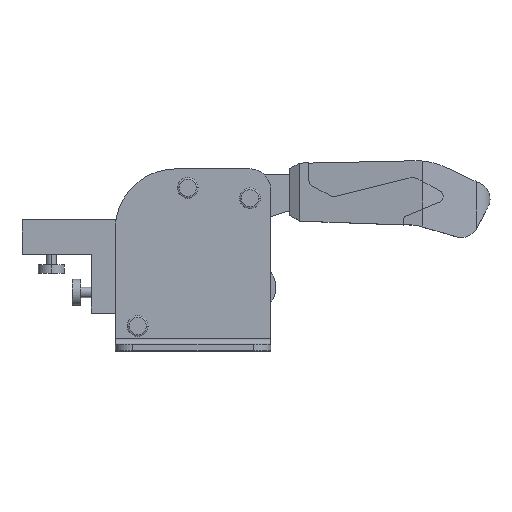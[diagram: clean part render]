
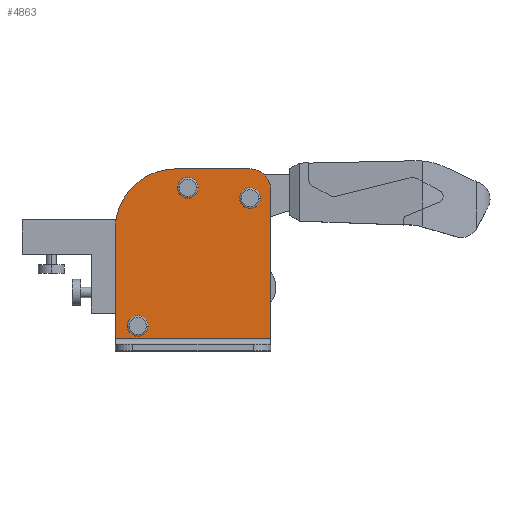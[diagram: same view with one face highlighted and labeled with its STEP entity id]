
A CAD part, top view. The second image highlights one B-rep face of the part: STEP entity #4863.
In plain terms, the highlighted planar face has unit normal (0, 0, 1).
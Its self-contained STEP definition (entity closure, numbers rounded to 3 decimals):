
#27 = LINE ( 'NONE', #5313, #2860 ) ;
#34 = VERTEX_POINT ( 'NONE', #215 ) ;
#61 = FACE_BOUND ( 'NONE', #4203, .T. ) ;
#131 = AXIS2_PLACEMENT_3D ( 'NONE', #3451, #930, #3873 ) ;
#215 = CARTESIAN_POINT ( 'NONE',  ( 48., 94.5, 18.5 ) ) ;
#271 = CARTESIAN_POINT ( 'NONE',  ( 90., 7., 18.5 ) ) ;
#318 = DIRECTION ( 'NONE',  ( -1., 0., 0. ) ) ;
#320 = ORIENTED_EDGE ( 'NONE', *, *, #6133, .T. ) ;
#387 = AXIS2_PLACEMENT_3D ( 'NONE', #602, #4053, #2581 ) ;
#496 = LINE ( 'NONE', #2436, #1366 ) ;
#602 = CARTESIAN_POINT ( 'NONE',  ( 35., 70.5, 18.5 ) ) ;
#616 = CARTESIAN_POINT ( 'NONE',  ( 0., 7., 18.5 ) ) ;
#666 = DIRECTION ( 'NONE',  ( 0., 0., -1. ) ) ;
#774 = ORIENTED_EDGE ( 'NONE', *, *, #1415, .T. ) ;
#797 = DIRECTION ( 'NONE',  ( -1., 0., 0. ) ) ;
#917 = VERTEX_POINT ( 'NONE', #2631 ) ;
#930 = DIRECTION ( 'NONE',  ( 0., 0., -1. ) ) ;
#937 = CIRCLE ( 'NONE', #2379, 12. ) ;
#990 = DIRECTION ( 'NONE',  ( 0., 0., -1. ) ) ;
#1020 = FACE_BOUND ( 'NONE', #4394, .T. ) ;
#1120 = CIRCLE ( 'NONE', #5059, 6. ) ;
#1242 = CIRCLE ( 'NONE', #2868, 6. ) ;
#1326 = VERTEX_POINT ( 'NONE', #616 ) ;
#1366 = VECTOR ( 'NONE', #4854, 1000. ) ;
#1415 = EDGE_CURVE ( 'NONE', #3040, #4837, #3278, .T. ) ;
#1433 = AXIS2_PLACEMENT_3D ( 'NONE', #4380, #990, #3902 ) ;
#1455 = ORIENTED_EDGE ( 'NONE', *, *, #3546, .T. ) ;
#1489 = EDGE_CURVE ( 'NONE', #2077, #6116, #937, .T. ) ;
#1583 = CARTESIAN_POINT ( 'NONE',  ( 78., 105.5, 18.5 ) ) ;
#1747 = DIRECTION ( 'NONE',  ( -1., 0., 0. ) ) ;
#1845 = DIRECTION ( 'NONE',  ( 0., 0., -1. ) ) ;
#1916 = VECTOR ( 'NONE', #797, 1000. ) ;
#1982 = CARTESIAN_POINT ( 'NONE',  ( 0., 70.5, 18.5 ) ) ;
#2005 = ORIENTED_EDGE ( 'NONE', *, *, #3404, .T. ) ;
#2008 = PLANE ( 'NONE',  #131 ) ;
#2077 = VERTEX_POINT ( 'NONE', #2244 ) ;
#2096 = DIRECTION ( 'NONE',  ( -1., 0., 0. ) ) ;
#2154 = EDGE_CURVE ( 'NONE', #4113, #2698, #1242, .T. ) ;
#2244 = CARTESIAN_POINT ( 'NONE',  ( 90., 93.5, 18.5 ) ) ;
#2279 = CARTESIAN_POINT ( 'NONE',  ( 36., 94.5, 18.5 ) ) ;
#2379 = AXIS2_PLACEMENT_3D ( 'NONE', #2726, #5079, #2695 ) ;
#2381 = EDGE_CURVE ( 'NONE', #917, #1326, #4626, .T. ) ;
#2436 = CARTESIAN_POINT ( 'NONE',  ( 0., 105.5, 18.5 ) ) ;
#2534 = ORIENTED_EDGE ( 'NONE', *, *, #1489, .T. ) ;
#2574 = CARTESIAN_POINT ( 'NONE',  ( 13., 14.5, 18.5 ) ) ;
#2581 = DIRECTION ( 'NONE',  ( -1., 0., 0. ) ) ;
#2631 = CARTESIAN_POINT ( 'NONE',  ( 90., 7., 18.5 ) ) ;
#2695 = DIRECTION ( 'NONE',  ( -1., 0., 0. ) ) ;
#2698 = VERTEX_POINT ( 'NONE', #3585 ) ;
#2726 = CARTESIAN_POINT ( 'NONE',  ( 78., 93.5, 18.5 ) ) ;
#2860 = VECTOR ( 'NONE', #4440, 1000. ) ;
#2868 = AXIS2_PLACEMENT_3D ( 'NONE', #6172, #1845, #3895 ) ;
#2961 = FACE_BOUND ( 'NONE', #3607, .T. ) ;
#3040 = VERTEX_POINT ( 'NONE', #3828 ) ;
#3180 = CARTESIAN_POINT ( 'NONE',  ( 90., 105.5, 18.5 ) ) ;
#3200 = EDGE_CURVE ( 'NONE', #34, #5186, #6175, .T. ) ;
#3203 = ORIENTED_EDGE ( 'NONE', *, *, #3200, .T. ) ;
#3245 = CARTESIAN_POINT ( 'NONE',  ( 72., 88.5, 18.5 ) ) ;
#3278 = CIRCLE ( 'NONE', #4879, 6. ) ;
#3289 = DIRECTION ( 'NONE',  ( 0., 0., -1. ) ) ;
#3404 = EDGE_CURVE ( 'NONE', #2698, #4113, #4403, .T. ) ;
#3451 = CARTESIAN_POINT ( 'NONE',  ( 90., 105.5, 18.5 ) ) ;
#3546 = EDGE_CURVE ( 'NONE', #3887, #1326, #496, .T. ) ;
#3585 = CARTESIAN_POINT ( 'NONE',  ( 84., 88.5, 18.5 ) ) ;
#3607 = EDGE_LOOP ( 'NONE', ( #4775, #2005 ) ) ;
#3789 = DIRECTION ( 'NONE',  ( -1., 0., 0. ) ) ;
#3828 = CARTESIAN_POINT ( 'NONE',  ( 7., 14.5, 18.5 ) ) ;
#3873 = DIRECTION ( 'NONE',  ( 0., -1., 0. ) ) ;
#3887 = VERTEX_POINT ( 'NONE', #1982 ) ;
#3895 = DIRECTION ( 'NONE',  ( -1., 0., 0. ) ) ;
#3902 = DIRECTION ( 'NONE',  ( -1., 0., 0. ) ) ;
#3931 = FACE_OUTER_BOUND ( 'NONE', #4164, .T. ) ;
#3971 = CARTESIAN_POINT ( 'NONE',  ( 42., 94.5, 18.5 ) ) ;
#4053 = DIRECTION ( 'NONE',  ( 0., 0., 1. ) ) ;
#4113 = VERTEX_POINT ( 'NONE', #3245 ) ;
#4153 = ORIENTED_EDGE ( 'NONE', *, *, #2381, .F. ) ;
#4164 = EDGE_LOOP ( 'NONE', ( #320, #5643, #1455, #4153, #4550, #2534 ) ) ;
#4203 = EDGE_LOOP ( 'NONE', ( #774, #4750 ) ) ;
#4236 = CARTESIAN_POINT ( 'NONE',  ( 78., 88.5, 18.5 ) ) ;
#4380 = CARTESIAN_POINT ( 'NONE',  ( 42., 94.5, 18.5 ) ) ;
#4394 = EDGE_LOOP ( 'NONE', ( #6012, #3203 ) ) ;
#4403 = CIRCLE ( 'NONE', #5780, 6. ) ;
#4427 = EDGE_CURVE ( 'NONE', #4837, #3040, #1120, .T. ) ;
#4440 = DIRECTION ( 'NONE',  ( 0., -1., 0. ) ) ;
#4516 = VERTEX_POINT ( 'NONE', #5947 ) ;
#4550 = ORIENTED_EDGE ( 'NONE', *, *, #4856, .F. ) ;
#4626 = LINE ( 'NONE', #271, #1916 ) ;
#4729 = LINE ( 'NONE', #3180, #5019 ) ;
#4750 = ORIENTED_EDGE ( 'NONE', *, *, #4427, .T. ) ;
#4768 = CARTESIAN_POINT ( 'NONE',  ( 19., 14.5, 18.5 ) ) ;
#4775 = ORIENTED_EDGE ( 'NONE', *, *, #2154, .T. ) ;
#4837 = VERTEX_POINT ( 'NONE', #4768 ) ;
#4854 = DIRECTION ( 'NONE',  ( 0., -1., 0. ) ) ;
#4856 = EDGE_CURVE ( 'NONE', #2077, #917, #27, .T. ) ;
#4863 = ADVANCED_FACE ( 'NONE', ( #3931, #61, #2961, #1020 ), #2008, .F. ) ;
#4879 = AXIS2_PLACEMENT_3D ( 'NONE', #5044, #5118, #318 ) ;
#4891 = EDGE_CURVE ( 'NONE', #5186, #34, #6051, .T. ) ;
#4893 = AXIS2_PLACEMENT_3D ( 'NONE', #3971, #5297, #5874 ) ;
#5019 = VECTOR ( 'NONE', #1747, 1000. ) ;
#5044 = CARTESIAN_POINT ( 'NONE',  ( 13., 14.5, 18.5 ) ) ;
#5059 = AXIS2_PLACEMENT_3D ( 'NONE', #2574, #666, #2096 ) ;
#5079 = DIRECTION ( 'NONE',  ( 0., 0., 1. ) ) ;
#5118 = DIRECTION ( 'NONE',  ( 0., 0., -1. ) ) ;
#5186 = VERTEX_POINT ( 'NONE', #2279 ) ;
#5297 = DIRECTION ( 'NONE',  ( 0., 0., -1. ) ) ;
#5313 = CARTESIAN_POINT ( 'NONE',  ( 90., 105.5, 18.5 ) ) ;
#5435 = EDGE_CURVE ( 'NONE', #4516, #3887, #6196, .T. ) ;
#5643 = ORIENTED_EDGE ( 'NONE', *, *, #5435, .T. ) ;
#5780 = AXIS2_PLACEMENT_3D ( 'NONE', #4236, #3289, #3789 ) ;
#5874 = DIRECTION ( 'NONE',  ( -1., 0., 0. ) ) ;
#5947 = CARTESIAN_POINT ( 'NONE',  ( 35., 105.5, 18.5 ) ) ;
#6012 = ORIENTED_EDGE ( 'NONE', *, *, #4891, .T. ) ;
#6051 = CIRCLE ( 'NONE', #1433, 6. ) ;
#6116 = VERTEX_POINT ( 'NONE', #1583 ) ;
#6133 = EDGE_CURVE ( 'NONE', #6116, #4516, #4729, .T. ) ;
#6172 = CARTESIAN_POINT ( 'NONE',  ( 78., 88.5, 18.5 ) ) ;
#6175 = CIRCLE ( 'NONE', #4893, 6. ) ;
#6196 = CIRCLE ( 'NONE', #387, 35. ) ;
